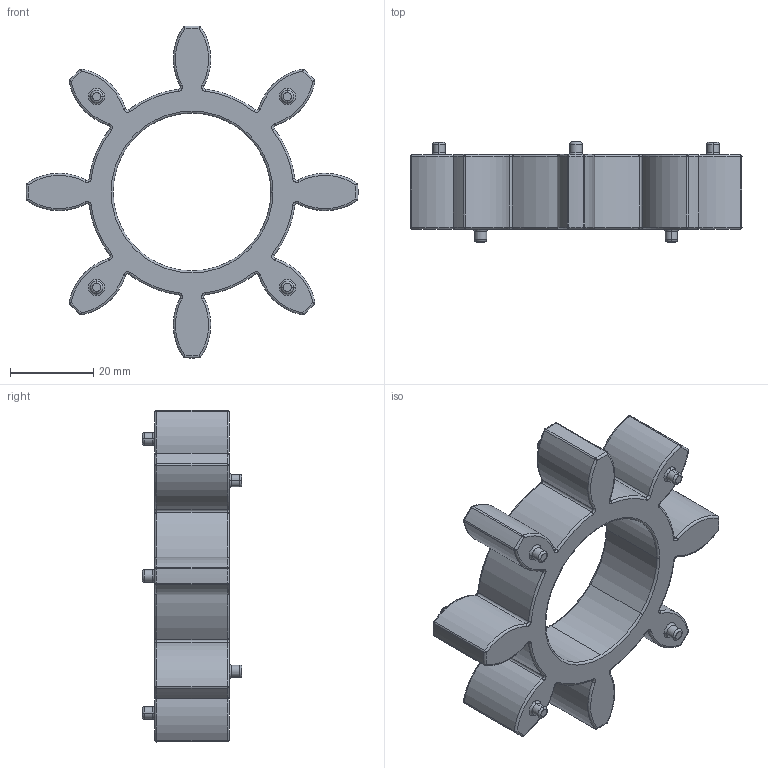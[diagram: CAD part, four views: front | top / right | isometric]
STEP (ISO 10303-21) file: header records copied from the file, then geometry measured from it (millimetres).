
FILE_DESCRIPTION(('CATIA V5 STEP Exchange'),'2;1');
FILE_NAME('Flexibil.stp','2021-07-12T17:19:20+00:00',('none'),('none'),'CATIA Version 5 Release 19 GA (IN-10)','CATIA V5 STEP AP203','none');
FILE_SCHEMA(('CONFIG_CONTROL_DESIGN'));
Length unit declared in the file: millimetre
Products named in the file (1): Flexibil
Bounding box: 79.99 x 24 x 79.99 mm (x, y, z)
Volume: 31445.4 mm3; surface area: 12720.9 mm2
Topology: 1 solids, 1 shells, 262 faces, 604 edges, 320 vertices
Faces by surface type: torus 132, cylinder 88, sphere 32, plane 10
Entity records: 6670 total; most frequent: ORIENTED_EDGE 1144, CARTESIAN_POINT 1127, DIRECTION 1040, AXIS2_PLACEMENT_3D 719, EDGE_CURVE 572, CIRCLE 484, VERTEX_POINT 320, EDGE_LOOP 272
